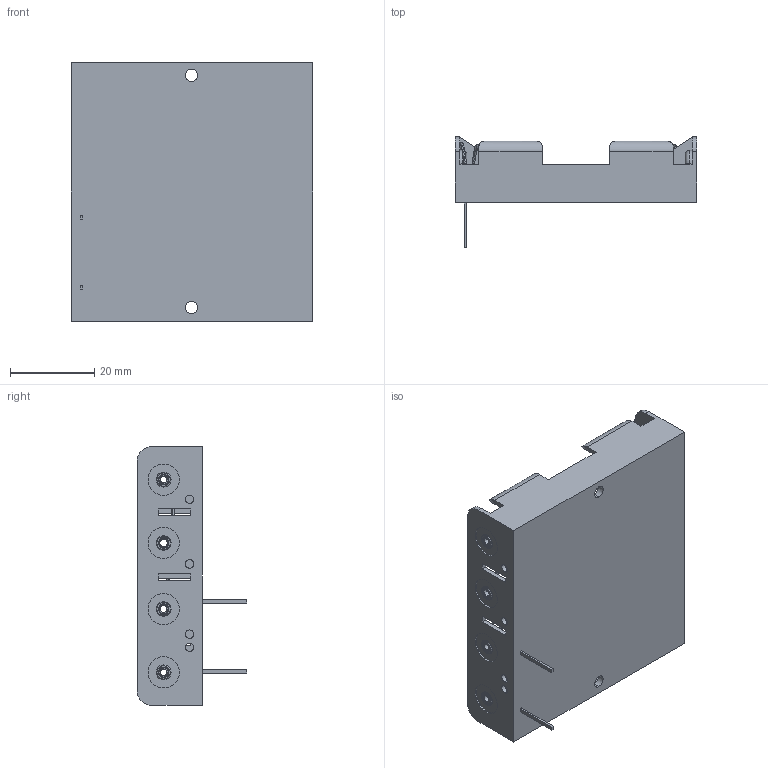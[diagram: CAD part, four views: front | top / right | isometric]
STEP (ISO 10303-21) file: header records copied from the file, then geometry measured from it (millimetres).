
FILE_DESCRIPTION (( 'STEP AP214' ), '1' );
FILE_NAME ('BC4AAPC.STEP', '2019-12-04T03:55:16', ( '' ), ( '' ), 'SwSTEP 2.0', 'SolidWorks 2016', '' );
FILE_SCHEMA (( 'AUTOMOTIVE_DESIGN' ));
Length unit declared in the file: millimetre
Products named in the file (1): BC4AAPC
Bounding box: 57.2 x 26.04 x 61.3 mm (x, y, z)
Volume: 10339.1 mm3; surface area: 17828 mm2
Topology: 13 solids, 13 shells, 565 faces, 1357 edges, 869 vertices
Faces by surface type: plane 273, cylinder 188, torus 96, bspline 8
Entity records: 23535 total; most frequent: CARTESIAN_POINT 9736, DIRECTION 2963, ORIENTED_EDGE 2714, EDGE_CURVE 1357, AXIS2_PLACEMENT_3D 1104, VERTEX_POINT 869, LINE 755, VECTOR 755
